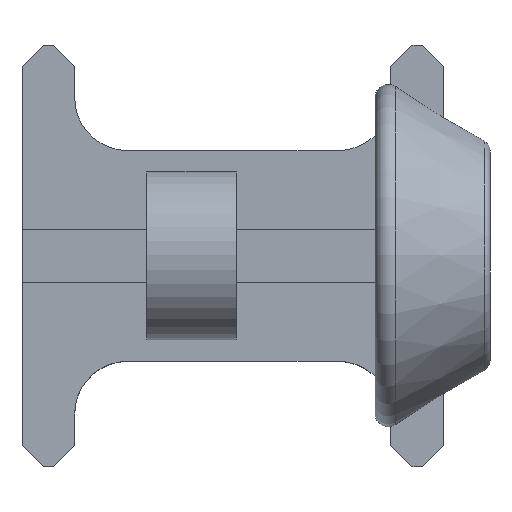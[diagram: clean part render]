
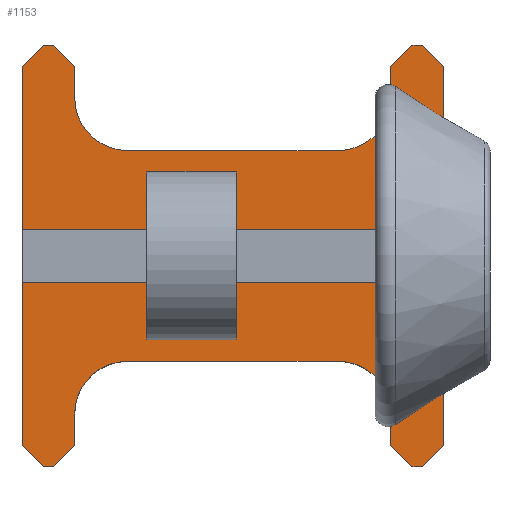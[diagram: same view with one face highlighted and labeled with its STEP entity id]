
A CAD part, top view. The second image highlights one B-rep face of the part: STEP entity #1153.
In plain terms, the highlighted planar face has unit normal (0, 0, 1).
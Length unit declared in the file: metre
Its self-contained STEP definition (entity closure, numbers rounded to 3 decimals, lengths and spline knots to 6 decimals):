
#81=LINE('',#1745,#191);
#85=LINE('',#1754,#195);
#89=LINE('',#1763,#199);
#93=LINE('',#1771,#203);
#95=LINE('',#1785,#205);
#123=LINE('',#1849,#233);
#124=LINE('',#1851,#234);
#125=LINE('',#1853,#235);
#126=LINE('',#1855,#236);
#127=LINE('',#1860,#237);
#128=LINE('',#1862,#238);
#129=LINE('',#1864,#239);
#130=LINE('',#1866,#240);
#131=LINE('',#1867,#241);
#132=LINE('',#1869,#242);
#133=LINE('',#1871,#243);
#134=LINE('',#1873,#244);
#135=LINE('',#1878,#245);
#136=LINE('',#1880,#246);
#137=LINE('',#1882,#247);
#138=LINE('',#1884,#248);
#139=LINE('',#1885,#249);
#140=LINE('',#1887,#250);
#141=LINE('',#1889,#251);
#191=VECTOR('',#1424,1.);
#195=VECTOR('',#1430,1.);
#199=VECTOR('',#1436,1.);
#203=VECTOR('',#1440,1.);
#205=VECTOR('',#1456,1.);
#233=VECTOR('',#1500,1.);
#234=VECTOR('',#1501,1.);
#235=VECTOR('',#1502,1.);
#236=VECTOR('',#1503,1.);
#237=VECTOR('',#1508,1.);
#238=VECTOR('',#1509,1.);
#239=VECTOR('',#1510,1.);
#240=VECTOR('',#1511,1.);
#241=VECTOR('',#1512,1.);
#242=VECTOR('',#1513,1.);
#243=VECTOR('',#1514,1.);
#244=VECTOR('',#1515,1.);
#245=VECTOR('',#1520,1.);
#246=VECTOR('',#1521,1.);
#247=VECTOR('',#1522,1.);
#248=VECTOR('',#1523,1.);
#249=VECTOR('',#1524,1.);
#250=VECTOR('',#1525,1.);
#251=VECTOR('',#1526,1.);
#401=ORIENTED_EDGE('',*,*,#639,.F.);
#402=ORIENTED_EDGE('',*,*,#683,.T.);
#403=ORIENTED_EDGE('',*,*,#684,.F.);
#404=ORIENTED_EDGE('',*,*,#685,.T.);
#405=ORIENTED_EDGE('',*,*,#686,.F.);
#406=ORIENTED_EDGE('',*,*,#687,.T.);
#407=ORIENTED_EDGE('',*,*,#631,.F.);
#408=ORIENTED_EDGE('',*,*,#688,.T.);
#409=ORIENTED_EDGE('',*,*,#689,.T.);
#410=ORIENTED_EDGE('',*,*,#690,.T.);
#411=ORIENTED_EDGE('',*,*,#691,.T.);
#412=ORIENTED_EDGE('',*,*,#692,.T.);
#413=ORIENTED_EDGE('',*,*,#649,.F.);
#414=ORIENTED_EDGE('',*,*,#693,.T.);
#415=ORIENTED_EDGE('',*,*,#694,.F.);
#416=ORIENTED_EDGE('',*,*,#695,.T.);
#417=ORIENTED_EDGE('',*,*,#696,.F.);
#418=ORIENTED_EDGE('',*,*,#697,.T.);
#419=ORIENTED_EDGE('',*,*,#635,.F.);
#420=ORIENTED_EDGE('',*,*,#698,.T.);
#421=ORIENTED_EDGE('',*,*,#699,.T.);
#422=ORIENTED_EDGE('',*,*,#700,.T.);
#423=ORIENTED_EDGE('',*,*,#701,.T.);
#424=ORIENTED_EDGE('',*,*,#702,.T.);
#425=ORIENTED_EDGE('',*,*,#643,.F.);
#426=ORIENTED_EDGE('',*,*,#703,.F.);
#427=ORIENTED_EDGE('',*,*,#704,.F.);
#428=ORIENTED_EDGE('',*,*,#705,.T.);
#429=ORIENTED_EDGE('',*,*,#645,.T.);
#430=ORIENTED_EDGE('',*,*,#647,.T.);
#631=EDGE_CURVE('',#782,#783,#81,.T.);
#635=EDGE_CURVE('',#786,#787,#85,.T.);
#639=EDGE_CURVE('',#790,#791,#89,.T.);
#643=EDGE_CURVE('',#794,#795,#93,.T.);
#645=EDGE_CURVE('',#796,#796,#882,.T.);
#647=EDGE_CURVE('',#798,#798,#884,.T.);
#649=EDGE_CURVE('',#800,#801,#95,.T.);
#683=EDGE_CURVE('',#790,#828,#123,.T.);
#684=EDGE_CURVE('',#829,#828,#124,.T.);
#685=EDGE_CURVE('',#829,#830,#125,.F.);
#686=EDGE_CURVE('',#831,#830,#126,.T.);
#687=EDGE_CURVE('',#831,#783,#892,.T.);
#688=EDGE_CURVE('',#782,#832,#893,.T.);
#689=EDGE_CURVE('',#832,#833,#127,.T.);
#690=EDGE_CURVE('',#833,#834,#128,.F.);
#691=EDGE_CURVE('',#834,#835,#129,.T.);
#692=EDGE_CURVE('',#835,#801,#130,.F.);
#693=EDGE_CURVE('',#800,#836,#131,.T.);
#694=EDGE_CURVE('',#837,#836,#132,.T.);
#695=EDGE_CURVE('',#837,#838,#133,.F.);
#696=EDGE_CURVE('',#839,#838,#134,.T.);
#697=EDGE_CURVE('',#839,#787,#894,.T.);
#698=EDGE_CURVE('',#786,#840,#895,.T.);
#699=EDGE_CURVE('',#840,#841,#135,.T.);
#700=EDGE_CURVE('',#841,#842,#136,.F.);
#701=EDGE_CURVE('',#842,#843,#137,.T.);
#702=EDGE_CURVE('',#843,#795,#138,.F.);
#703=EDGE_CURVE('',#844,#794,#139,.T.);
#704=EDGE_CURVE('',#845,#844,#140,.T.);
#705=EDGE_CURVE('',#845,#791,#141,.T.);
#782=VERTEX_POINT('',#1744);
#783=VERTEX_POINT('',#1746);
#786=VERTEX_POINT('',#1753);
#787=VERTEX_POINT('',#1755);
#790=VERTEX_POINT('',#1762);
#791=VERTEX_POINT('',#1764);
#794=VERTEX_POINT('',#1770);
#795=VERTEX_POINT('',#1772);
#796=VERTEX_POINT('',#1776);
#798=VERTEX_POINT('',#1781);
#800=VERTEX_POINT('',#1786);
#801=VERTEX_POINT('',#1787);
#828=VERTEX_POINT('',#1850);
#829=VERTEX_POINT('',#1852);
#830=VERTEX_POINT('',#1854);
#831=VERTEX_POINT('',#1856);
#832=VERTEX_POINT('',#1859);
#833=VERTEX_POINT('',#1861);
#834=VERTEX_POINT('',#1863);
#835=VERTEX_POINT('',#1865);
#836=VERTEX_POINT('',#1868);
#837=VERTEX_POINT('',#1870);
#838=VERTEX_POINT('',#1872);
#839=VERTEX_POINT('',#1874);
#840=VERTEX_POINT('',#1877);
#841=VERTEX_POINT('',#1879);
#842=VERTEX_POINT('',#1881);
#843=VERTEX_POINT('',#1883);
#844=VERTEX_POINT('',#1886);
#845=VERTEX_POINT('',#1888);
#882=CIRCLE('',#1269,0.0019);
#884=CIRCLE('',#1272,0.0019);
#892=CIRCLE('',#1283,0.01);
#893=CIRCLE('',#1284,0.01);
#894=CIRCLE('',#1285,0.01);
#895=CIRCLE('',#1286,0.01);
#940=EDGE_LOOP('',(#401,#402,#403,#404,#405,#406,#407,#408,#409,#410,#411,
#412,#413,#414,#415,#416,#417,#418,#419,#420,#421,#422,#423,#424,#425,#426,
#427,#428));
#941=EDGE_LOOP('',(#429));
#942=EDGE_LOOP('',(#430));
#1029=FACE_BOUND('',#940,.T.);
#1030=FACE_BOUND('',#941,.T.);
#1031=FACE_BOUND('',#942,.T.);
#1101=PLANE('',#1282);
#1153=ADVANCED_FACE('',(#1029,#1030,#1031),#1101,.F.);
#1269=AXIS2_PLACEMENT_3D('',#1775,#1444,#1445);
#1272=AXIS2_PLACEMENT_3D('',#1780,#1450,#1451);
#1282=AXIS2_PLACEMENT_3D('',#1848,#1498,#1499);
#1283=AXIS2_PLACEMENT_3D('',#1857,#1504,#1505);
#1284=AXIS2_PLACEMENT_3D('',#1858,#1506,#1507);
#1285=AXIS2_PLACEMENT_3D('',#1875,#1516,#1517);
#1286=AXIS2_PLACEMENT_3D('',#1876,#1518,#1519);
#1424=DIRECTION('',(-1.,0.,0.));
#1430=DIRECTION('',(1.,0.,0.));
#1436=DIRECTION('',(0.,1.,0.));
#1440=DIRECTION('',(0.,1.,0.));
#1444=DIRECTION('',(0.,0.,-1.));
#1445=DIRECTION('',(-1.,0.,0.));
#1450=DIRECTION('',(0.,0.,-1.));
#1451=DIRECTION('',(-1.,0.,0.));
#1456=DIRECTION('',(0.,-1.,0.));
#1498=DIRECTION('',(0.,0.,-1.));
#1499=DIRECTION('',(1.,0.,0.));
#1500=DIRECTION('',(0.707,-0.707,0.));
#1501=DIRECTION('',(-1.,0.,0.));
#1502=DIRECTION('',(-0.707,-0.707,0.));
#1503=DIRECTION('',(0.,-1.,0.));
#1504=DIRECTION('',(0.,0.,-1.));
#1505=DIRECTION('',(-1.,0.,0.));
#1506=DIRECTION('',(0.,0.,-1.));
#1507=DIRECTION('',(-1.,0.,0.));
#1508=DIRECTION('',(0.,-1.,0.));
#1509=DIRECTION('',(-0.707,0.707,0.));
#1510=DIRECTION('',(1.,0.,0.));
#1511=DIRECTION('',(-0.707,-0.707,0.));
#1512=DIRECTION('',(-0.707,0.707,0.));
#1513=DIRECTION('',(1.,0.,0.));
#1514=DIRECTION('',(0.707,0.707,0.));
#1515=DIRECTION('',(0.,1.,0.));
#1516=DIRECTION('',(0.,0.,-1.));
#1517=DIRECTION('',(-1.,0.,0.));
#1518=DIRECTION('',(0.,0.,-1.));
#1519=DIRECTION('',(-1.,0.,0.));
#1520=DIRECTION('',(0.,1.,0.));
#1521=DIRECTION('',(0.707,-0.707,0.));
#1522=DIRECTION('',(-1.,0.,0.));
#1523=DIRECTION('',(0.707,0.707,0.));
#1524=DIRECTION('',(-1.,0.,0.));
#1525=DIRECTION('',(0.,1.,0.));
#1526=DIRECTION('',(-1.,0.,0.));
#1744=CARTESIAN_POINT('',(-0.0095,-0.02,-0.033));
#1745=CARTESIAN_POINT('',(-0.0295,-0.02,-0.033));
#1746=CARTESIAN_POINT('',(-0.0495,-0.02,-0.033));
#1753=CARTESIAN_POINT('',(-0.0495,0.02,-0.033));
#1754=CARTESIAN_POINT('',(-0.0295,0.02,-0.033));
#1755=CARTESIAN_POINT('',(-0.0095,0.02,-0.033));
#1762=CARTESIAN_POINT('',(-0.0695,-0.036,-0.033));
#1763=CARTESIAN_POINT('',(-0.0695,0.,-0.033));
#1764=CARTESIAN_POINT('',(-0.0695,-0.005,-0.033));
#1770=CARTESIAN_POINT('',(-0.0695,0.005,-0.033));
#1771=CARTESIAN_POINT('',(-0.0695,0.,-0.033));
#1772=CARTESIAN_POINT('',(-0.0695,0.036,-0.033));
#1775=CARTESIAN_POINT('',(0.00775,-0.004,-0.033));
#1776=CARTESIAN_POINT('',(0.00585,-0.004,-0.033));
#1780=CARTESIAN_POINT('',(0.00775,0.004,-0.033));
#1781=CARTESIAN_POINT('',(0.00585,0.004,-0.033));
#1785=CARTESIAN_POINT('',(0.0105,-0.005,-0.033));
#1786=CARTESIAN_POINT('',(0.0105,0.036,-0.033));
#1787=CARTESIAN_POINT('',(0.0105,-0.036,-0.033));
#1848=CARTESIAN_POINT('',(-0.0295,0.,-0.033));
#1849=CARTESIAN_POINT('',(-0.0655,-0.04,-0.033));
#1850=CARTESIAN_POINT('',(-0.0655,-0.04,-0.033));
#1851=CARTESIAN_POINT('',(-0.0645,-0.04,-0.033));
#1852=CARTESIAN_POINT('',(-0.0635,-0.04,-0.033));
#1853=CARTESIAN_POINT('',(-0.0595,-0.036,-0.033));
#1854=CARTESIAN_POINT('',(-0.0595,-0.036,-0.033));
#1855=CARTESIAN_POINT('',(-0.0595,-0.03,-0.033));
#1856=CARTESIAN_POINT('',(-0.0595,-0.03,-0.033));
#1857=CARTESIAN_POINT('',(-0.0495,-0.03,-0.033));
#1858=CARTESIAN_POINT('',(-0.0095,-0.03,-0.033));
#1859=CARTESIAN_POINT('',(0.0005,-0.03,-0.033));
#1860=CARTESIAN_POINT('',(0.0005,-0.03,-0.033));
#1861=CARTESIAN_POINT('',(0.0005,-0.036,-0.033));
#1862=CARTESIAN_POINT('',(0.0045,-0.04,-0.033));
#1863=CARTESIAN_POINT('',(0.0045,-0.04,-0.033));
#1864=CARTESIAN_POINT('',(0.0055,-0.04,-0.033));
#1865=CARTESIAN_POINT('',(0.0065,-0.04,-0.033));
#1866=CARTESIAN_POINT('',(0.0105,-0.036,-0.033));
#1867=CARTESIAN_POINT('',(0.0065,0.04,-0.033));
#1868=CARTESIAN_POINT('',(0.0065,0.04,-0.033));
#1869=CARTESIAN_POINT('',(0.0055,0.04,-0.033));
#1870=CARTESIAN_POINT('',(0.0045,0.04,-0.033));
#1871=CARTESIAN_POINT('',(0.0005,0.036,-0.033));
#1872=CARTESIAN_POINT('',(0.0005,0.036,-0.033));
#1873=CARTESIAN_POINT('',(0.0005,0.03,-0.033));
#1874=CARTESIAN_POINT('',(0.0005,0.03,-0.033));
#1875=CARTESIAN_POINT('',(-0.0095,0.03,-0.033));
#1876=CARTESIAN_POINT('',(-0.0495,0.03,-0.033));
#1877=CARTESIAN_POINT('',(-0.0595,0.03,-0.033));
#1878=CARTESIAN_POINT('',(-0.0595,0.03,-0.033));
#1879=CARTESIAN_POINT('',(-0.0595,0.036,-0.033));
#1880=CARTESIAN_POINT('',(-0.0635,0.04,-0.033));
#1881=CARTESIAN_POINT('',(-0.0635,0.04,-0.033));
#1882=CARTESIAN_POINT('',(-0.0645,0.04,-0.033));
#1883=CARTESIAN_POINT('',(-0.0655,0.04,-0.033));
#1884=CARTESIAN_POINT('',(-0.0695,0.036,-0.033));
#1885=CARTESIAN_POINT('',(0.0026,0.005,-0.033));
#1886=CARTESIAN_POINT('',(0.0026,0.005,-0.033));
#1887=CARTESIAN_POINT('',(0.0026,0.,-0.033));
#1888=CARTESIAN_POINT('',(0.0026,-0.005,-0.033));
#1889=CARTESIAN_POINT('',(0.0026,-0.005,-0.033));
